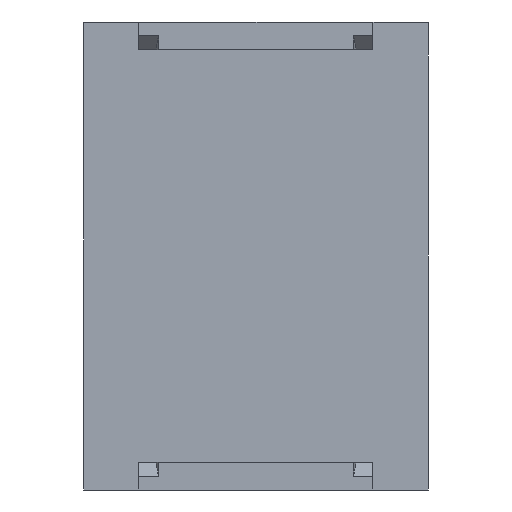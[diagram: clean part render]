
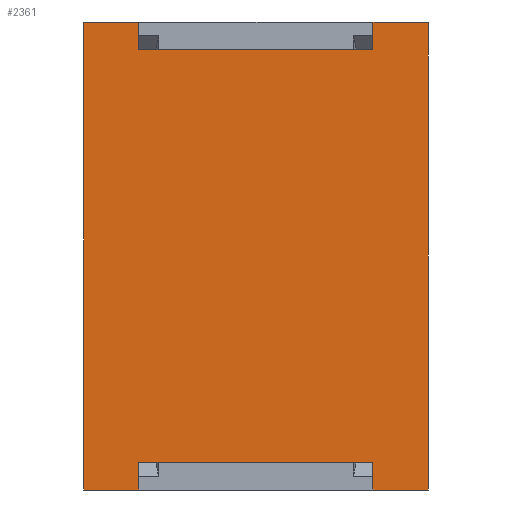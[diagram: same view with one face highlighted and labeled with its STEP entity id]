
A CAD part, front view. The second image highlights one B-rep face of the part: STEP entity #2361.
In plain terms, the highlighted planar face has unit normal (0, -1, 0).
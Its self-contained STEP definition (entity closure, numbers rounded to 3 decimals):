
#2114 = VERTEX_POINT('',#2115);
#2115 = CARTESIAN_POINT('',(12.5,-4.,17.));
#2121 = EDGE_CURVE('',#2122,#2114,#2124,.T.);
#2122 = VERTEX_POINT('',#2123);
#2123 = CARTESIAN_POINT('',(12.5,-4.,-17.));
#2124 = LINE('',#2125,#2126);
#2125 = CARTESIAN_POINT('',(12.5,-4.,15.));
#2126 = VECTOR('',#2127,1.);
#2127 = DIRECTION('',(0.,0.,1.));
#2334 = EDGE_CURVE('',#2122,#2335,#2337,.T.);
#2335 = VERTEX_POINT('',#2336);
#2336 = CARTESIAN_POINT('',(8.5,-4.,-17.));
#2337 = LINE('',#2338,#2339);
#2338 = CARTESIAN_POINT('',(12.5,-4.,-17.));
#2339 = VECTOR('',#2340,1.);
#2340 = DIRECTION('',(-1.,0.,0.));
#2361 = ADVANCED_FACE('',(#2362),#2444,.T.);
#2362 = FACE_BOUND('',#2363,.T.);
#2363 = EDGE_LOOP('',(#2364,#2374,#2382,#2390,#2396,#2397,#2398,#2406,
    #2414,#2422,#2430,#2438));
#2364 = ORIENTED_EDGE('',*,*,#2365,.F.);
#2365 = EDGE_CURVE('',#2366,#2368,#2370,.T.);
#2366 = VERTEX_POINT('',#2367);
#2367 = CARTESIAN_POINT('',(-8.5,-4.,-17.));
#2368 = VERTEX_POINT('',#2369);
#2369 = CARTESIAN_POINT('',(-12.5,-4.,-17.));
#2370 = LINE('',#2371,#2372);
#2371 = CARTESIAN_POINT('',(-8.5,-4.,-17.));
#2372 = VECTOR('',#2373,1.);
#2373 = DIRECTION('',(-1.,0.,0.));
#2374 = ORIENTED_EDGE('',*,*,#2375,.F.);
#2375 = EDGE_CURVE('',#2376,#2366,#2378,.T.);
#2376 = VERTEX_POINT('',#2377);
#2377 = CARTESIAN_POINT('',(-8.5,-4.,-15.));
#2378 = LINE('',#2379,#2380);
#2379 = CARTESIAN_POINT('',(-8.5,-4.,-15.));
#2380 = VECTOR('',#2381,1.);
#2381 = DIRECTION('',(0.,0.,-1.));
#2382 = ORIENTED_EDGE('',*,*,#2383,.T.);
#2383 = EDGE_CURVE('',#2376,#2384,#2386,.T.);
#2384 = VERTEX_POINT('',#2385);
#2385 = CARTESIAN_POINT('',(8.5,-4.,-15.));
#2386 = LINE('',#2387,#2388);
#2387 = CARTESIAN_POINT('',(-12.5,-4.,-15.));
#2388 = VECTOR('',#2389,1.);
#2389 = DIRECTION('',(1.,0.,0.));
#2390 = ORIENTED_EDGE('',*,*,#2391,.T.);
#2391 = EDGE_CURVE('',#2384,#2335,#2392,.T.);
#2392 = LINE('',#2393,#2394);
#2393 = CARTESIAN_POINT('',(8.5,-4.,-15.));
#2394 = VECTOR('',#2395,1.);
#2395 = DIRECTION('',(0.,0.,-1.));
#2396 = ORIENTED_EDGE('',*,*,#2334,.F.);
#2397 = ORIENTED_EDGE('',*,*,#2121,.T.);
#2398 = ORIENTED_EDGE('',*,*,#2399,.F.);
#2399 = EDGE_CURVE('',#2400,#2114,#2402,.T.);
#2400 = VERTEX_POINT('',#2401);
#2401 = CARTESIAN_POINT('',(8.5,-4.,17.));
#2402 = LINE('',#2403,#2404);
#2403 = CARTESIAN_POINT('',(8.5,-4.,17.));
#2404 = VECTOR('',#2405,1.);
#2405 = DIRECTION('',(1.,0.,0.));
#2406 = ORIENTED_EDGE('',*,*,#2407,.F.);
#2407 = EDGE_CURVE('',#2408,#2400,#2410,.T.);
#2408 = VERTEX_POINT('',#2409);
#2409 = CARTESIAN_POINT('',(8.5,-4.,15.));
#2410 = LINE('',#2411,#2412);
#2411 = CARTESIAN_POINT('',(8.5,-4.,15.));
#2412 = VECTOR('',#2413,1.);
#2413 = DIRECTION('',(0.,0.,1.));
#2414 = ORIENTED_EDGE('',*,*,#2415,.F.);
#2415 = EDGE_CURVE('',#2416,#2408,#2418,.T.);
#2416 = VERTEX_POINT('',#2417);
#2417 = CARTESIAN_POINT('',(-8.5,-4.,15.));
#2418 = LINE('',#2419,#2420);
#2419 = CARTESIAN_POINT('',(-12.5,-4.,15.));
#2420 = VECTOR('',#2421,1.);
#2421 = DIRECTION('',(1.,0.,0.));
#2422 = ORIENTED_EDGE('',*,*,#2423,.T.);
#2423 = EDGE_CURVE('',#2416,#2424,#2426,.T.);
#2424 = VERTEX_POINT('',#2425);
#2425 = CARTESIAN_POINT('',(-8.5,-4.,17.));
#2426 = LINE('',#2427,#2428);
#2427 = CARTESIAN_POINT('',(-8.5,-4.,15.));
#2428 = VECTOR('',#2429,1.);
#2429 = DIRECTION('',(0.,0.,1.));
#2430 = ORIENTED_EDGE('',*,*,#2431,.F.);
#2431 = EDGE_CURVE('',#2432,#2424,#2434,.T.);
#2432 = VERTEX_POINT('',#2433);
#2433 = CARTESIAN_POINT('',(-12.5,-4.,17.));
#2434 = LINE('',#2435,#2436);
#2435 = CARTESIAN_POINT('',(-12.5,-4.,17.));
#2436 = VECTOR('',#2437,1.);
#2437 = DIRECTION('',(1.,0.,0.));
#2438 = ORIENTED_EDGE('',*,*,#2439,.F.);
#2439 = EDGE_CURVE('',#2368,#2432,#2440,.T.);
#2440 = LINE('',#2441,#2442);
#2441 = CARTESIAN_POINT('',(-12.5,-4.,15.));
#2442 = VECTOR('',#2443,1.);
#2443 = DIRECTION('',(0.,0.,1.));
#2444 = PLANE('',#2445);
#2445 = AXIS2_PLACEMENT_3D('',#2446,#2447,#2448);
#2446 = CARTESIAN_POINT('',(0.,-4.,0.));
#2447 = DIRECTION('',(-0.,-1.,-0.));
#2448 = DIRECTION('',(0.,0.,-1.));
